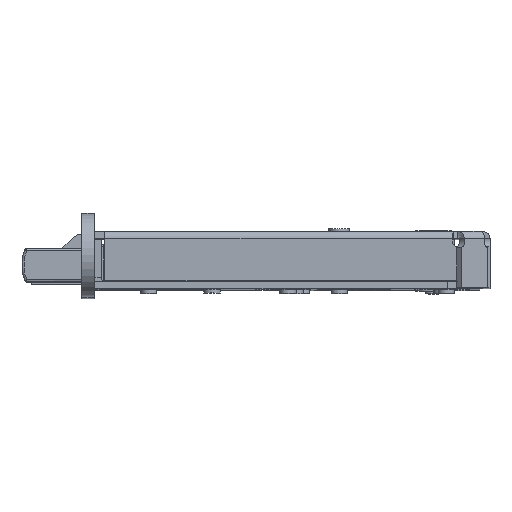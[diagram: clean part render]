
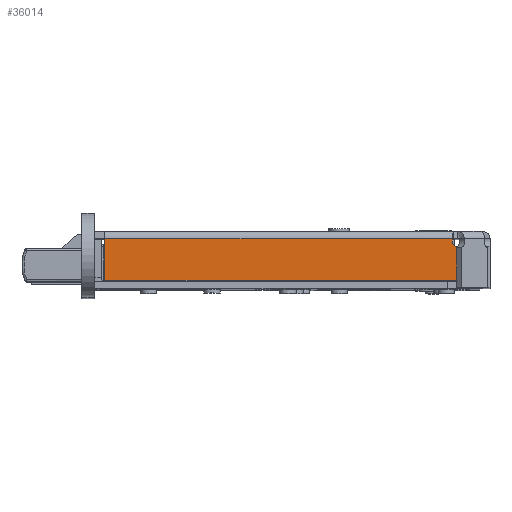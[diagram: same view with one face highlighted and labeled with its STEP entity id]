
A CAD part, top view. The second image highlights one B-rep face of the part: STEP entity #36014.
In plain terms, the highlighted face is planar.
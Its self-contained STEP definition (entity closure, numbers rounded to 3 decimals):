
#33454=DIRECTION('',(0.,0.,1.));
#33455=VECTOR('',#33454,8.054);
#33456=CARTESIAN_POINT('',(24.55,-30.,-11.75));
#33457=LINE('',#33456,#33455);
#33461=DIRECTION('',(1.,0.,0.));
#33462=VECTOR('',#33461,84.05);
#33463=CARTESIAN_POINT('',(-59.5,-30.,-11.75));
#33464=LINE('',#33463,#33462);
#33468=DIRECTION('',(0.,0.,1.));
#33469=VECTOR('',#33468,9.9);
#33470=CARTESIAN_POINT('',(-59.5,-30.,-11.75));
#33471=LINE('',#33470,#33469);
#33475=DIRECTION('',(1.,0.,0.));
#33476=VECTOR('',#33475,83.004);
#33477=CARTESIAN_POINT('',(-59.5,-30.,-1.85));
#33478=LINE('',#33477,#33476);
#33534=CARTESIAN_POINT('',(24.95,-30.,-2.25));
#33535=DIRECTION('',(0.,1.,0.));
#33536=DIRECTION('',(-0.267,0.,-0.964));
#33537=AXIS2_PLACEMENT_3D('',#33534,#33535,#33536);
#34944=CARTESIAN_POINT('',(-59.5,-30.,-11.75));
#34946=VERTEX_POINT('',#34944);
#34967=CARTESIAN_POINT('',(24.55,-30.,-11.75));
#34968=CARTESIAN_POINT('',(24.55,-30.,-3.696));
#34969=VERTEX_POINT('',#34967);
#34970=VERTEX_POINT('',#34968);
#35139=CARTESIAN_POINT('',(-59.5,-30.,-1.85));
#35140=VERTEX_POINT('',#35139);
#35145=CARTESIAN_POINT('',(23.504,-30.,-1.85));
#35146=VERTEX_POINT('',#35145);
#35998=CARTESIAN_POINT('',(0.,-30.,26.95));
#35999=DIRECTION('',(0.,-1.,0.));
#36000=DIRECTION('',(1.,0.,0.));
#36001=AXIS2_PLACEMENT_3D('',#35998,#35999,#36000);
#36002=PLANE('',#36001);
#36004=ORIENTED_EDGE('',*,*,#36003,.T.);
#36006=ORIENTED_EDGE('',*,*,#36005,.F.);
#36008=ORIENTED_EDGE('',*,*,#36007,.F.);
#36010=ORIENTED_EDGE('',*,*,#36009,.F.);
#36011=ORIENTED_EDGE('',*,*,#35989,.T.);
#36012=EDGE_LOOP('',(#36004,#36006,#36008,#36010,#36011));
#36013=FACE_OUTER_BOUND('',#36012,.F.);
#33538=CIRCLE('',#33537,1.5);
#35989=EDGE_CURVE('',#34946,#35140,#33471,.T.);
#36003=EDGE_CURVE('',#35140,#35146,#33478,.T.);
#36005=EDGE_CURVE('',#34970,#35146,#33538,.T.);
#36007=EDGE_CURVE('',#34969,#34970,#33457,.T.);
#36009=EDGE_CURVE('',#34946,#34969,#33464,.T.);
#36014=ADVANCED_FACE('',(#36013),#36002,.T.);
